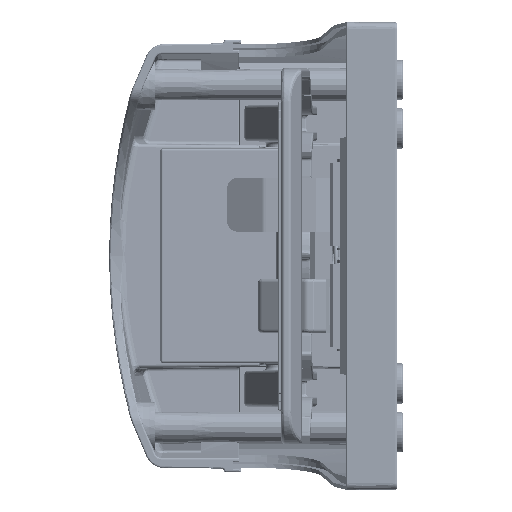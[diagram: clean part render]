
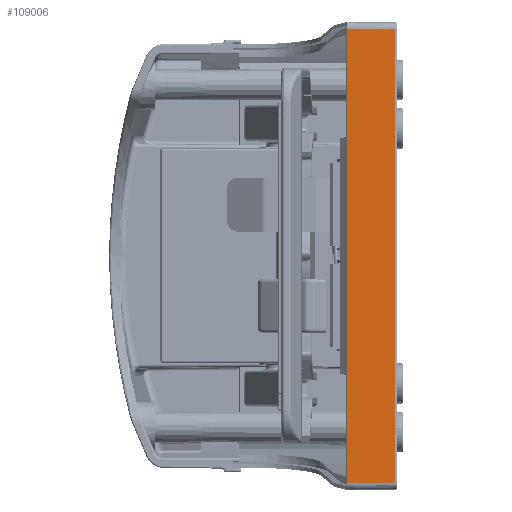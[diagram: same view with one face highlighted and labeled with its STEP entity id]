
A CAD part, left-side view. The second image highlights one B-rep face of the part: STEP entity #109006.
In plain terms, the highlighted planar face has unit normal (-1, 0, 0).
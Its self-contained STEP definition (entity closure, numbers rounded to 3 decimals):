
#9336 = DIRECTION ( 'NONE',  ( 0., -1., -0.009 ) ) ;
#10385 = LINE ( 'NONE', #70300, #75561 ) ;
#10908 = DIRECTION ( 'NONE',  ( 0., 0., -1. ) ) ;
#10956 = AXIS2_PLACEMENT_3D ( 'NONE', #135638, #92896, #240143 ) ;
#12341 = ORIENTED_EDGE ( 'NONE', *, *, #117320, .F. ) ;
#31208 = CARTESIAN_POINT ( 'NONE',  ( 18.597, 109.861, 205.933 ) ) ;
#34927 = VERTEX_POINT ( 'NONE', #31208 ) ;
#50448 = CARTESIAN_POINT ( 'NONE',  ( 18.597, 124.197, 206.058 ) ) ;
#70300 = CARTESIAN_POINT ( 'NONE',  ( 18.597, 124.197, 206.058 ) ) ;
#75561 = VECTOR ( 'NONE', #9336, 1000. ) ;
#79047 = CARTESIAN_POINT ( 'NONE',  ( 18.597, 117.149, 70.708 ) ) ;
#81928 = ORIENTED_EDGE ( 'NONE', *, *, #267603, .T. ) ;
#89822 = ORIENTED_EDGE ( 'NONE', *, *, #220047, .F. ) ;
#92896 = DIRECTION ( 'NONE',  ( 1., 0., 0. ) ) ;
#101242 = VECTOR ( 'NONE', #203563, 1000. ) ;
#102109 = LINE ( 'NONE', #260834, #124781 ) ;
#103541 = CARTESIAN_POINT ( 'NONE',  ( 18.597, 124.197, 70.647 ) ) ;
#109006 = ADVANCED_FACE ( 'NONE', ( #139895 ), #133872, .F. ) ;
#117320 = EDGE_CURVE ( 'NONE', #226446, #228947, #193730, .T. ) ;
#124781 = VECTOR ( 'NONE', #10908, 1000. ) ;
#131308 = CARTESIAN_POINT ( 'NONE',  ( 18.597, 109.861, 70.772 ) ) ;
#131714 = EDGE_CURVE ( 'NONE', #246955, #34927, #10385, .T. ) ;
#133872 = PLANE ( 'NONE',  #10956 ) ;
#135638 = CARTESIAN_POINT ( 'NONE',  ( 18.597, 158.361, 208.15 ) ) ;
#139895 = FACE_OUTER_BOUND ( 'NONE', #237984, .T. ) ;
#144547 = DIRECTION ( 'NONE',  ( 0., 1., -0.009 ) ) ;
#158002 = VECTOR ( 'NONE', #144547, 1000. ) ;
#193730 = LINE ( 'NONE', #79047, #158002 ) ;
#201887 = LINE ( 'NONE', #204456, #101242 ) ;
#203563 = DIRECTION ( 'NONE',  ( 0., 0., -1. ) ) ;
#204456 = CARTESIAN_POINT ( 'NONE',  ( 18.597, 109.861, 208.15 ) ) ;
#220047 = EDGE_CURVE ( 'NONE', #34927, #226446, #201887, .T. ) ;
#226446 = VERTEX_POINT ( 'NONE', #131308 ) ;
#228947 = VERTEX_POINT ( 'NONE', #103541 ) ;
#237984 = EDGE_LOOP ( 'NONE', ( #81928, #12341, #89822, #266530 ) ) ;
#240143 = DIRECTION ( 'NONE',  ( 0., 0., -1. ) ) ;
#246955 = VERTEX_POINT ( 'NONE', #50448 ) ;
#260834 = CARTESIAN_POINT ( 'NONE',  ( 18.597, 124.197, 68.265 ) ) ;
#266530 = ORIENTED_EDGE ( 'NONE', *, *, #131714, .F. ) ;
#267603 = EDGE_CURVE ( 'NONE', #246955, #228947, #102109, .T. ) ;
